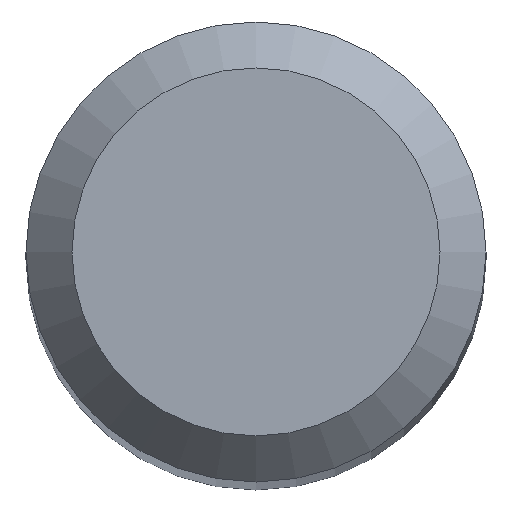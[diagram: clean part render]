
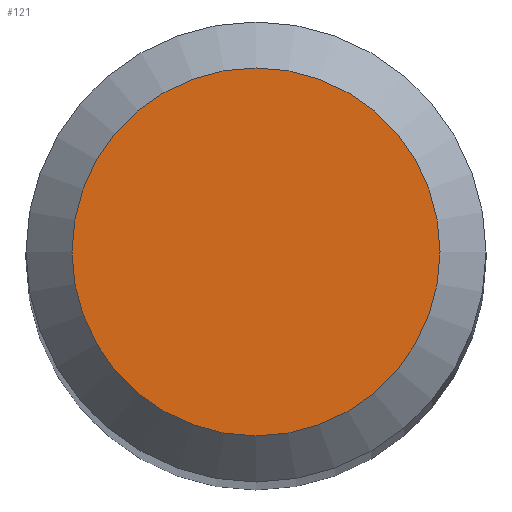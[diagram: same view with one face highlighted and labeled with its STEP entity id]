
A CAD part, top view. The second image highlights one B-rep face of the part: STEP entity #121.
In plain terms, the highlighted planar face has unit normal (0, 0, 1).
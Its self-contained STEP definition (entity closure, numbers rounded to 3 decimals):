
#64 = ORIENTED_EDGE ( 'NONE', *, *, #80, .T. ) ;
#80 = EDGE_CURVE ( 'NONE', #232, #232, #215, .T. ) ;
#98 = CARTESIAN_POINT ( 'NONE',  ( 0., 0., 38. ) ) ;
#103 = DIRECTION ( 'NONE',  ( 1., 0., 0. ) ) ;
#121 = ADVANCED_FACE ( 'NONE', ( #276 ), #182, .F. ) ;
#125 = DIRECTION ( 'NONE',  ( 0., 0., -1. ) ) ;
#150 = CARTESIAN_POINT ( 'NONE',  ( 1.2, 0., 38. ) ) ;
#182 = PLANE ( 'NONE',  #260 ) ;
#213 = DIRECTION ( 'NONE',  ( 0., 0., 1. ) ) ;
#215 = CIRCLE ( 'NONE', #224, 1.2 ) ;
#224 = AXIS2_PLACEMENT_3D ( 'NONE', #98, #213, #103 ) ;
#232 = VERTEX_POINT ( 'NONE', #150 ) ;
#260 = AXIS2_PLACEMENT_3D ( 'NONE', #300, #125, #274 ) ;
#274 = DIRECTION ( 'NONE',  ( -1., 0., 0. ) ) ;
#276 = FACE_OUTER_BOUND ( 'NONE', #281, .T. ) ;
#281 = EDGE_LOOP ( 'NONE', ( #64 ) ) ;
#300 = CARTESIAN_POINT ( 'NONE',  ( 0., 1.2, 38. ) ) ;
